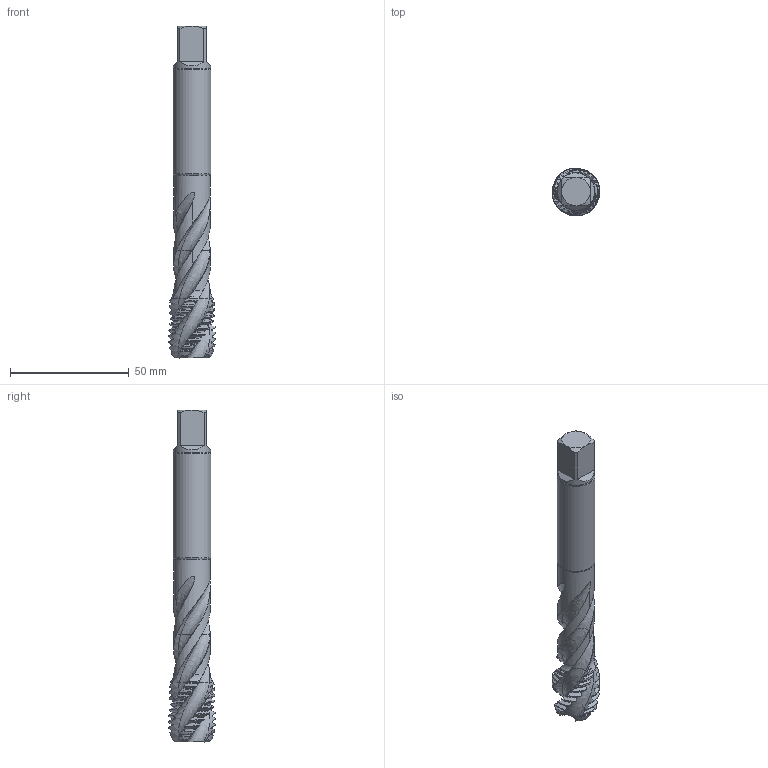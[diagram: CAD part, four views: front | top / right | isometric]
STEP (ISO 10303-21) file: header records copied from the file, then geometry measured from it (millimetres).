
FILE_DESCRIPTION(/* description */ (''),/* implementation_level */ '2;1');
FILE_NAME(/* name */ 'T30-R40X01C06-20X2.5-63R_Detailed.stp',/* time_stamp */ '2024-09-06T11:02:28+02:00',/* author */ (''),/* organization */ (''),/* preprocessor_version */ 'ST-DEVELOPER v18.102',/* originating_system */ 'SIEMENS PLM Software NX2206.8101',/* authorisation */ '');
FILE_SCHEMA (('AUTOMOTIVE_DESIGN { 1 0 10303 214 3 1 1 1 }'));
Length unit declared in the file: millimetre
Products named in the file (1): T30-R40X01C06-20X2.5-63R_Detailed
Bounding box: 20.16 x 20.16 x 140.03 mm (x, y, z)
Volume: 22495.7 mm3; surface area: 8712.6 mm2
Topology: 2 solids, 2 shells, 228 faces, 656 edges, 436 vertices
Faces by surface type: cone 113, torus 47, bspline 36, cylinder 20, plane 12
Full cylindrical faces by diameter (mm): 15.493 x1, 15.7 x1, 16 x1
Entity records: 17386 total; most frequent: CARTESIAN_POINT 12703, ORIENTED_EDGE 1276, EDGE_CURVE 638, B_SPLINE_CURVE_WITH_KNOTS 590, DIRECTION 474, VERTEX_POINT 421, EDGE_LOOP 231, AXIS2_PLACEMENT_3D 231
